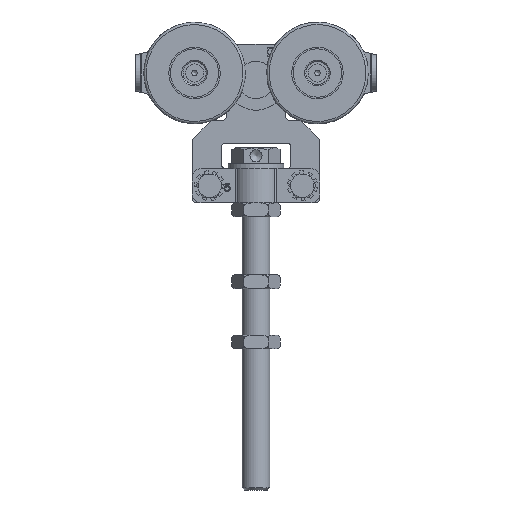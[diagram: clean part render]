
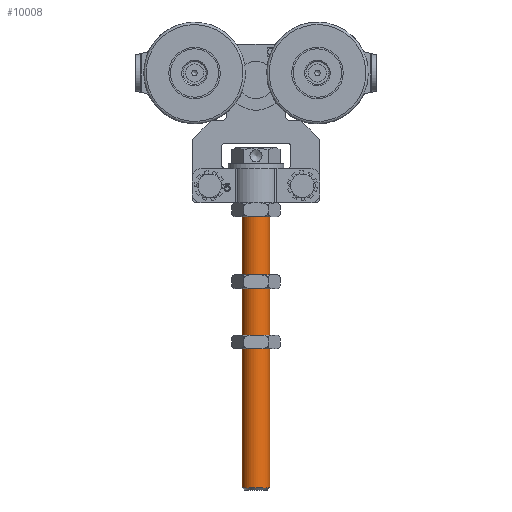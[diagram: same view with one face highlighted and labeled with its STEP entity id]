
A CAD part, front view. The second image highlights one B-rep face of the part: STEP entity #10008.
In plain terms, the highlighted cylindrical face has radius 6 mm (diameter 12 mm), a full revolution.
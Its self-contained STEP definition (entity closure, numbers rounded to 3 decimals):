
#851=FACE_OUTER_BOUND('',#1443,.T.);
#1443=EDGE_LOOP('',(#6825,#6826,#6827,#6828,#6829));
#2104=LINE('',#14788,#3013);
#3013=VECTOR('',#11946,6.);
#3924=CIRCLE('',#10934,6.);
#3925=CIRCLE('',#10935,6.);
#3926=CIRCLE('',#10937,6.);
#4314=VERTEX_POINT('',#14781);
#4315=VERTEX_POINT('',#14783);
#4316=VERTEX_POINT('',#14787);
#5301=EDGE_CURVE('',#4314,#4315,#3924,.T.);
#5302=EDGE_CURVE('',#4315,#4314,#3925,.T.);
#5303=EDGE_CURVE('',#4315,#4316,#2104,.T.);
#5304=EDGE_CURVE('',#4316,#4316,#3926,.T.);
#6825=ORIENTED_EDGE('',*,*,#5301,.F.);
#6826=ORIENTED_EDGE('',*,*,#5302,.F.);
#6827=ORIENTED_EDGE('',*,*,#5303,.T.);
#6828=ORIENTED_EDGE('',*,*,#5304,.T.);
#6829=ORIENTED_EDGE('',*,*,#5303,.F.);
#9804=CYLINDRICAL_SURFACE('',#10936,6.);
#10008=ADVANCED_FACE('',(#851),#9804,.T.);
#10934=AXIS2_PLACEMENT_3D('',#14784,#11940,#11941);
#10935=AXIS2_PLACEMENT_3D('',#14785,#11942,#11943);
#10936=AXIS2_PLACEMENT_3D('',#14786,#11944,#11945);
#10937=AXIS2_PLACEMENT_3D('',#14789,#11947,#11948);
#11940=DIRECTION('center_axis',(1.,0.,0.));
#11941=DIRECTION('ref_axis',(0.,-1.,0.));
#11942=DIRECTION('center_axis',(1.,0.,0.));
#11943=DIRECTION('ref_axis',(0.,-1.,0.));
#11944=DIRECTION('center_axis',(1.,0.,0.));
#11945=DIRECTION('ref_axis',(0.,1.,0.));
#11946=DIRECTION('',(-1.,0.,0.));
#11947=DIRECTION('center_axis',(1.,0.,0.));
#11948=DIRECTION('ref_axis',(0.,1.,0.));
#14781=CARTESIAN_POINT('',(138.926,6.,0.));
#14783=CARTESIAN_POINT('',(138.926,-6.,0.));
#14784=CARTESIAN_POINT('Origin',(138.926,0.,0.));
#14785=CARTESIAN_POINT('Origin',(138.926,0.,0.));
#14786=CARTESIAN_POINT('Origin',(92.65,0.,0.));
#14787=CARTESIAN_POINT('',(0.,-6.,0.));
#14788=CARTESIAN_POINT('',(92.65,-6.,0.));
#14789=CARTESIAN_POINT('Origin',(0.,0.,0.));
